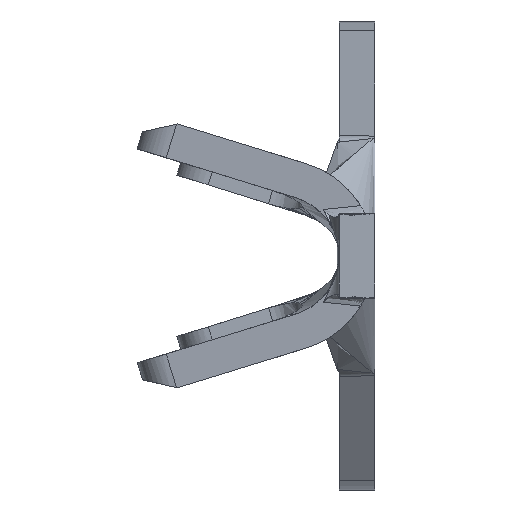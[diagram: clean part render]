
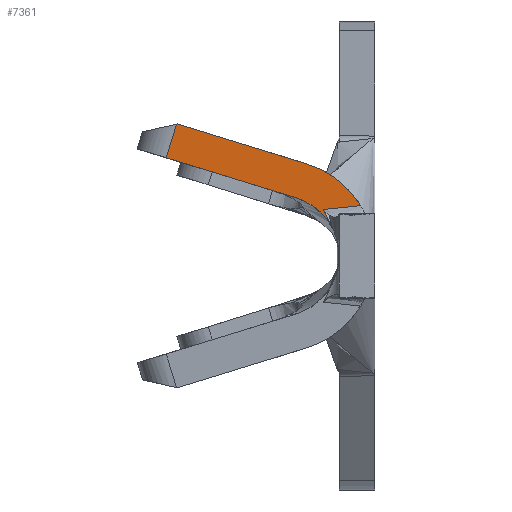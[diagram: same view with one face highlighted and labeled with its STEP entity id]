
A CAD part, left-side view. The second image highlights one B-rep face of the part: STEP entity #7361.
In plain terms, the highlighted planar face has unit normal (-0.996, 0.087, 0).
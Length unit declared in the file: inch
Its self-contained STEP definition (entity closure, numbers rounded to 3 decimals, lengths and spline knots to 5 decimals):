
#31 = CARTESIAN_POINT ( 'NONE',  ( -0.69052, 0.05116, 0.06966 ) ) ;
#104 = CARTESIAN_POINT ( 'NONE',  ( -0.69217, 0.03233, 0.036 ) ) ;
#308 = VERTEX_POINT ( 'NONE', #5046 ) ;
#326 = CARTESIAN_POINT ( 'NONE',  ( -0.69222, 0.03181, 0.02048 ) ) ;
#336 = EDGE_CURVE ( 'NONE', #915, #308, #353, .T. ) ;
#353 = LINE ( 'NONE', #6209, #4587 ) ;
#513 =( BOUNDED_CURVE ( )  B_SPLINE_CURVE ( 3, ( #6271, #3971, #4555, #1098 ),
 .UNSPECIFIED., .F., .T. ) 
 B_SPLINE_CURVE_WITH_KNOTS ( ( 4, 4 ),
 ( 1.86948, 2.59351 ),
 .UNSPECIFIED. ) 
 CURVE ( )  GEOMETRIC_REPRESENTATION_ITEM ( )  RATIONAL_B_SPLINE_CURVE ( ( 1., 0.957, 0.957, 1. ) ) 
 REPRESENTATION_ITEM ( '' )  );
#588 = VECTOR ( 'NONE', #1713, 39.37008 ) ;
#605 = EDGE_CURVE ( 'NONE', #6888, #7036, #3222, .T. ) ;
#682 = CARTESIAN_POINT ( 'NONE',  ( -0.69257, 0.02781, 0.03649 ) ) ;
#786 = CARTESIAN_POINT ( 'NONE',  ( -0.695, 0., -0.1 ) ) ;
#795 = EDGE_CURVE ( 'NONE', #2459, #7134, #5912, .T. ) ;
#850 = LINE ( 'NONE', #5184, #5455 ) ;
#883 = CARTESIAN_POINT ( 'NONE',  ( -0.6898, 0.05946, 0.04396 ) ) ;
#915 = VERTEX_POINT ( 'NONE', #6471 ) ;
#1098 = CARTESIAN_POINT ( 'NONE',  ( -0.69406, 0.01069, 0.03804 ) ) ;
#1111 = CARTESIAN_POINT ( 'NONE',  ( -0.69222, 0.03181, 0.02048 ) ) ;
#1172 = DIRECTION ( 'NONE',  ( 0.083, 0.952, 0.293 ) ) ;
#1252 = CARTESIAN_POINT ( 'NONE',  ( -0.69296, 0.02329, 0.03691 ) ) ;
#1284 = ORIENTED_EDGE ( 'NONE', *, *, #5832, .F. ) ;
#1372 = DIRECTION ( 'NONE',  ( 0.087, 0.996, 0. ) ) ;
#1476 = CARTESIAN_POINT ( 'NONE',  ( -0.692, 0.03424, 0.02537 ) ) ;
#1590 = EDGE_CURVE ( 'NONE', #3163, #3175, #5766, .T. ) ;
#1713 = DIRECTION ( 'NONE',  ( -0.085, -0.971, 0.222 ) ) ;
#1732 = ORIENTED_EDGE ( 'NONE', *, *, #2249, .F. ) ;
#1784 = ORIENTED_EDGE ( 'NONE', *, *, #4660, .T. ) ;
#1798 = CARTESIAN_POINT ( 'NONE',  ( -0.69171, 0.0376, 0.03536 ) ) ;
#1830 = CARTESIAN_POINT ( 'NONE',  ( -0.69321, 0.02051, 0.03716 ) ) ;
#1891 = CARTESIAN_POINT ( 'NONE',  ( -0.69406, 0.01069, 0.03804 ) ) ;
#2249 = EDGE_CURVE ( 'NONE', #915, #2459, #6518, .T. ) ;
#2329 = DIRECTION ( 'NONE',  ( -0.083, -0.952, -0.293 ) ) ;
#2416 = CARTESIAN_POINT ( 'NONE',  ( -0.69357, 0.01631, 0.03752 ) ) ;
#2459 = VERTEX_POINT ( 'NONE', #7183 ) ;
#2604 = CARTESIAN_POINT ( 'NONE',  ( -0.69172, 0.0375, 0.03193 ) ) ;
#2912 = ORIENTED_EDGE ( 'NONE', *, *, #1590, .T. ) ;
#2988 = CARTESIAN_POINT ( 'NONE',  ( -0.69406, 0.01069, 0.03804 ) ) ;
#3163 = VERTEX_POINT ( 'NONE', #7070 ) ;
#3175 = VERTEX_POINT ( 'NONE', #1891 ) ;
#3215 = CARTESIAN_POINT ( 'NONE',  ( -0.69158, 0.03911, 0.03516 ) ) ;
#3222 =( BOUNDED_CURVE ( )  B_SPLINE_CURVE ( 3, ( #326, #2604, #6047, #883 ),
 .UNSPECIFIED., .F., .T. ) 
 B_SPLINE_CURVE_WITH_KNOTS ( ( 4, 4 ),
 ( 3.603, 4.4137 ),
 .UNSPECIFIED. ) 
 CURVE ( )  GEOMETRIC_REPRESENTATION_ITEM ( )  RATIONAL_B_SPLINE_CURVE ( ( 1., 0.946, 0.946, 1. ) ) 
 REPRESENTATION_ITEM ( '' )  );
#3475 = ORIENTED_EDGE ( 'NONE', *, *, #336, .T. ) ;
#3549 = CARTESIAN_POINT ( 'NONE',  ( -0.69197, 0.03459, 0.03574 ) ) ;
#3971 = CARTESIAN_POINT ( 'NONE',  ( -0.692, 0.0343, 0.06447 ) ) ;
#4128 = CARTESIAN_POINT ( 'NONE',  ( -0.69237, 0.03007, 0.03624 ) ) ;
#4349 = ORIENTED_EDGE ( 'NONE', *, *, #605, .F. ) ;
#4387 = VECTOR ( 'NONE', #2329, 39.37008 ) ;
#4555 = CARTESIAN_POINT ( 'NONE',  ( -0.69324, 0.02008, 0.05341 ) ) ;
#4587 = VECTOR ( 'NONE', #6773, 39.37008 ) ;
#4635 = EDGE_LOOP ( 'NONE', ( #4349, #1784, #2912, #5442, #4974, #1732, #3475, #1284 ) ) ;
#4660 = EDGE_CURVE ( 'NONE', #6888, #3163, #6875, .T. ) ;
#4708 = CARTESIAN_POINT ( 'NONE',  ( -0.69276, 0.02555, 0.03671 ) ) ;
#4829 = DIRECTION ( 'NONE',  ( 0.996, -0.087, 0. ) ) ;
#4908 = EDGE_CURVE ( 'NONE', #7134, #3175, #513, .T. ) ;
#4974 = ORIENTED_EDGE ( 'NONE', *, *, #795, .F. ) ;
#5046 = CARTESIAN_POINT ( 'NONE',  ( -0.68117, 0.1581, 0.07433 ) ) ;
#5184 = CARTESIAN_POINT ( 'NONE',  ( -0.68983, 0.05905, 0.04384 ) ) ;
#5290 = CARTESIAN_POINT ( 'NONE',  ( -0.69308, 0.0219, 0.03704 ) ) ;
#5402 = CARTESIAN_POINT ( 'NONE',  ( -0.6898, 0.05946, 0.04396 ) ) ;
#5442 = ORIENTED_EDGE ( 'NONE', *, *, #4908, .F. ) ;
#5455 = VECTOR ( 'NONE', #1172, 39.37008 ) ;
#5501 = CARTESIAN_POINT ( 'NONE',  ( -0.69222, 0.03181, 0.02048 ) ) ;
#5623 = AXIS2_PLACEMENT_3D ( 'NONE', #786, #4829, #1372 ) ;
#5766 = B_SPLINE_CURVE_WITH_KNOTS ( 'NONE', 3,
 ( #6417, #5843, #1798, #6998, #3549, #104, #4128, #682, #4708, #1252, #5290, #1830, #5864, #2416, #6449, #2988 ),
 .UNSPECIFIED., .F., .F.,
 ( 4, 3, 3, 3, 3, 4 ),
 ( 0.00009, 0.00015, 0.00033, 0.0005, 0.00061, 0.00082 ),
 .UNSPECIFIED. ) ;
#5832 = EDGE_CURVE ( 'NONE', #7036, #308, #850, .T. ) ;
#5843 = CARTESIAN_POINT ( 'NONE',  ( -0.69164, 0.03835, 0.03526 ) ) ;
#5864 = CARTESIAN_POINT ( 'NONE',  ( -0.69333, 0.01913, 0.03728 ) ) ;
#5912 = LINE ( 'NONE', #31, #4387 ) ;
#6047 = CARTESIAN_POINT ( 'NONE',  ( -0.69087, 0.04725, 0.0402 ) ) ;
#6209 = CARTESIAN_POINT ( 'NONE',  ( -0.67809, 0.19331, -0.04003 ) ) ;
#6271 = CARTESIAN_POINT ( 'NONE',  ( -0.69049, 0.05152, 0.06977 ) ) ;
#6417 = CARTESIAN_POINT ( 'NONE',  ( -0.69158, 0.03911, 0.03516 ) ) ;
#6449 = CARTESIAN_POINT ( 'NONE',  ( -0.69382, 0.0135, 0.03775 ) ) ;
#6471 = CARTESIAN_POINT ( 'NONE',  ( -0.68186, 0.15023, 0.09988 ) ) ;
#6518 = LINE ( 'NONE', #6914, #588 ) ;
#6618 = CARTESIAN_POINT ( 'NONE',  ( -0.69049, 0.05152, 0.06977 ) ) ;
#6659 = CARTESIAN_POINT ( 'NONE',  ( -0.69179, 0.03668, 0.03026 ) ) ;
#6773 = DIRECTION ( 'NONE',  ( 0.026, 0.294, -0.955 ) ) ;
#6875 = B_SPLINE_CURVE_WITH_KNOTS ( 'NONE', 3,
 ( #5501, #1476, #6659, #3215 ),
 .UNSPECIFIED., .F., .F.,
 ( 4, 4 ),
 ( 0., 0.00042 ),
 .UNSPECIFIED. ) ;
#6888 = VERTEX_POINT ( 'NONE', #1111 ) ;
#6914 = CARTESIAN_POINT ( 'NONE',  ( -0.67971, 0.17476, 0.09427 ) ) ;
#6998 = CARTESIAN_POINT ( 'NONE',  ( -0.69178, 0.03684, 0.03545 ) ) ;
#7036 = VERTEX_POINT ( 'NONE', #5402 ) ;
#7043 = FACE_OUTER_BOUND ( 'NONE', #4635, .T. ) ;
#7063 = PLANE ( 'NONE',  #5623 ) ;
#7070 = CARTESIAN_POINT ( 'NONE',  ( -0.69158, 0.03911, 0.03516 ) ) ;
#7134 = VERTEX_POINT ( 'NONE', #6618 ) ;
#7183 = CARTESIAN_POINT ( 'NONE',  ( -0.6819, 0.14971, 0.1 ) ) ;
#7361 = ADVANCED_FACE ( 'NONE', ( #7043 ), #7063, .F. ) ;
